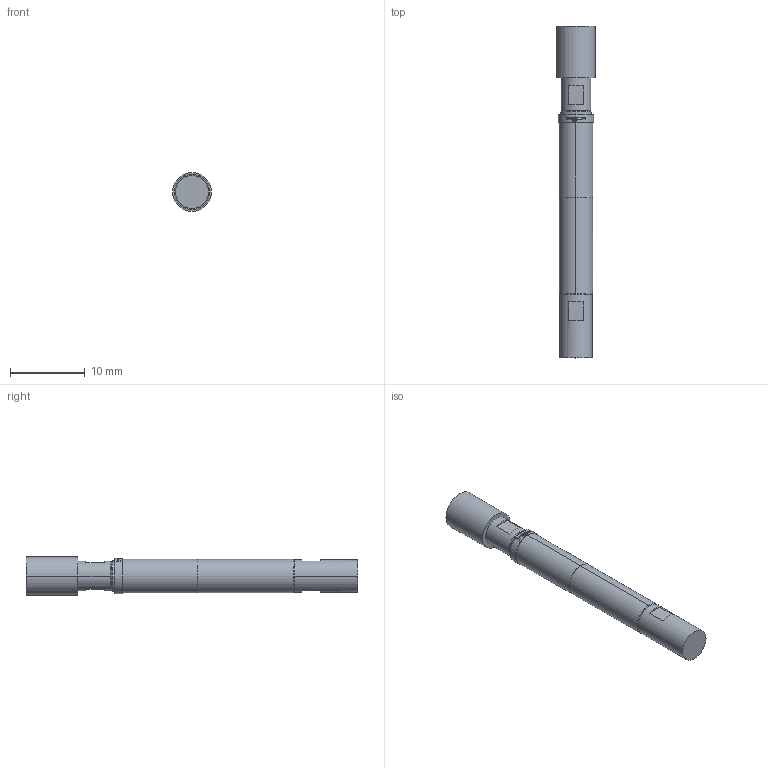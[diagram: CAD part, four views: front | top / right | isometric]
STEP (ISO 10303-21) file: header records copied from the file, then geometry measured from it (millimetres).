
FILE_DESCRIPTION (( 'STEP AP203' ), '1' );
FILE_NAME ('INGUN_HFS-8x0_303_150_A_xx43_F-Y14.STEP', '2022-03-15T13:26:31', ( 'ochi' ), ( '' ), 'SwSTEP 2.0', 'SolidWorks 2018', '' );
FILE_SCHEMA (( 'CONFIG_CONTROL_DESIGN' ));
Length unit declared in the file: millimetre
Products named in the file (1): INGUN_HFS-8x0_303_150_A_xx43_F-Y14
Bounding box: 5.2 x 44.4 x 5.2 mm (x, y, z)
Volume: 640.5 mm3; surface area: 814.8 mm2
Topology: 1 solids, 1 shells, 208 faces, 514 edges, 329 vertices
Faces by surface type: plane 134, cylinder 40, bspline 22, cone 10, torus 2
Entity records: 6447 total; most frequent: CARTESIAN_POINT 1829, ORIENTED_EDGE 1024, DIRECTION 836, EDGE_CURVE 512, VERTEX_POINT 329, AXIS2_PLACEMENT_3D 310, EDGE_LOOP 231, LINE 216
